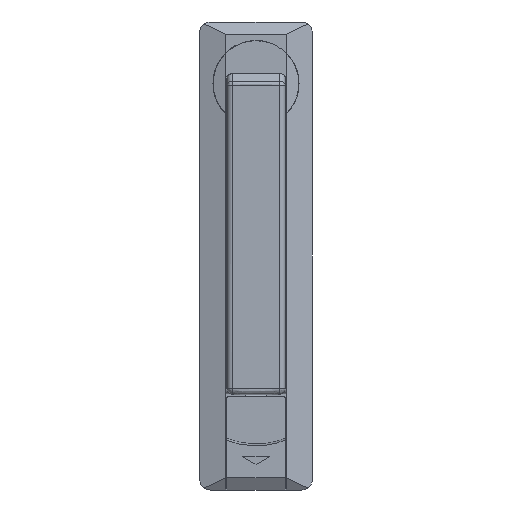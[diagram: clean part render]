
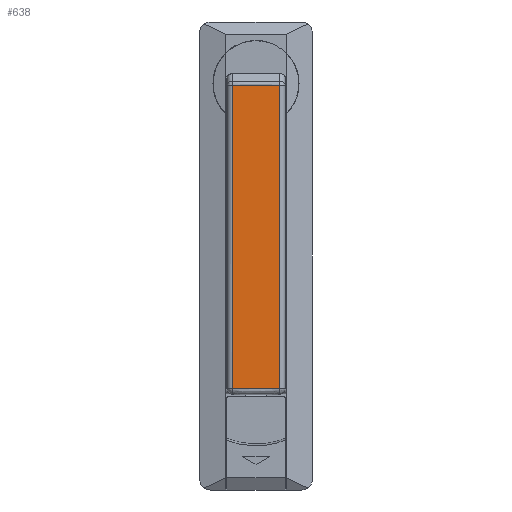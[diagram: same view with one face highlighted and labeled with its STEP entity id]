
A CAD part, front view. The second image highlights one B-rep face of the part: STEP entity #638.
In plain terms, the highlighted free-form (B-spline) face has degree [1, 2] with [2, 3] control points.
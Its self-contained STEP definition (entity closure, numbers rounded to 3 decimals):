
#265=CARTESIAN_POINT('',(-8.97,-5.732,-0.618));
#266=VERTEX_POINT('',#265);
#362=CARTESIAN_POINT('',(-8.97,-5.732,-113.922));
#363=VERTEX_POINT('',#362);
#375=CARTESIAN_POINT('',(-8.97,-5.732,-0.618));
#376=CARTESIAN_POINT('',(-8.97,-5.732,-113.922));
#377=QUASI_UNIFORM_CURVE('',1,(#375,#376),.UNSPECIFIED.,.F.,.U.);
#378=EDGE_CURVE('',#266,#363,#377,.T.);
#404=CARTESIAN_POINT('',(8.97,-5.732,-0.618));
#405=VERTEX_POINT('',#404);
#416=CARTESIAN_POINT('',(8.97,-5.732,-0.618));
#417=CARTESIAN_POINT('',(0.,-6.269,-1.148));
#418=CARTESIAN_POINT('',(-8.97,-5.732,-0.618));
#426=(BOUNDED_CURVE()B_SPLINE_CURVE(2,(#416,#417,#418),.UNSPECIFIED.,.F.,.U.)CURVE()GEOMETRIC_REPRESENTATION_ITEM()QUASI_UNIFORM_CURVE()RATIONAL_B_SPLINE_CURVE((1.0,0.998,1.0))REPRESENTATION_ITEM(''));
#427=EDGE_CURVE('',#405,#266,#426,.T.);
#583=CARTESIAN_POINT('',(8.97,-5.732,-113.922));
#584=VERTEX_POINT('',#583);
#585=CARTESIAN_POINT('',(8.97,-5.732,-113.922));
#586=CARTESIAN_POINT('',(8.97,-5.732,-0.618));
#587=QUASI_UNIFORM_CURVE('',1,(#585,#586),.UNSPECIFIED.,.F.,.U.);
#588=EDGE_CURVE('',#584,#405,#587,.T.);
#612=CARTESIAN_POINT('',(-9.864,-5.675,2.215));
#613=CARTESIAN_POINT('',(-9.864,-5.675,-116.837));
#614=CARTESIAN_POINT('',(0.,-6.325,2.215));
#615=CARTESIAN_POINT('',(0.,-6.325,-116.837));
#616=CARTESIAN_POINT('',(9.864,-5.675,2.215));
#617=CARTESIAN_POINT('',(9.864,-5.675,-116.837));
#625=(BOUNDED_SURFACE()B_SPLINE_SURFACE(1,2,((#612,#614,#616),(#613,#615,#617)),.UNSPECIFIED.,.F.,.F.,.U.)B_SPLINE_SURFACE_WITH_KNOTS((2,2),(3,3),(0.0,119.052),(0.0,19.749),.UNSPECIFIED.)GEOMETRIC_REPRESENTATION_ITEM()RATIONAL_B_SPLINE_SURFACE(((0.998,0.996,0.998),(0.998,0.996,0.998)))REPRESENTATION_ITEM('')SURFACE());
#626=ORIENTED_EDGE('',*,*,#378,.T.);
#627=CARTESIAN_POINT('',(-8.97,-5.732,-113.922));
#628=CARTESIAN_POINT('',(-2.997,-6.089,-113.937));
#629=CARTESIAN_POINT('',(2.997,-6.089,-113.937));
#630=CARTESIAN_POINT('',(8.97,-5.732,-113.922));
#631=B_SPLINE_CURVE_WITH_KNOTS('',3,(#627,#628,#629,#630),.UNSPECIFIED.,.F.,.U.,(4,4),(0.,17.95),.UNSPECIFIED.);
#632=EDGE_CURVE('',#363,#584,#631,.T.);
#633=ORIENTED_EDGE('',*,*,#632,.T.);
#634=ORIENTED_EDGE('',*,*,#588,.T.);
#635=ORIENTED_EDGE('',*,*,#427,.T.);
#636=EDGE_LOOP('',(#626,#633,#634,#635));
#637=FACE_OUTER_BOUND('',#636,.T.);
#638=ADVANCED_FACE('',(#637),#625,.T.);
